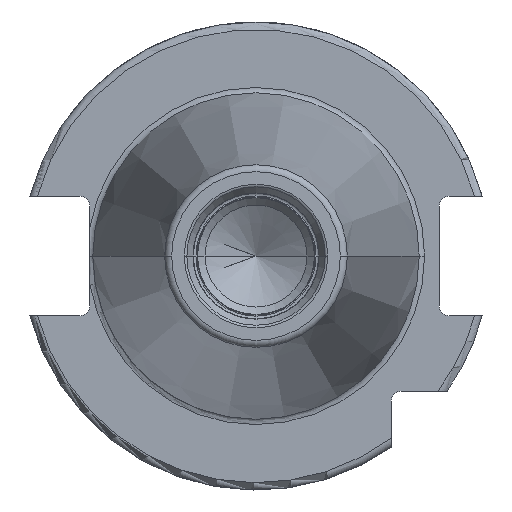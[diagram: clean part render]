
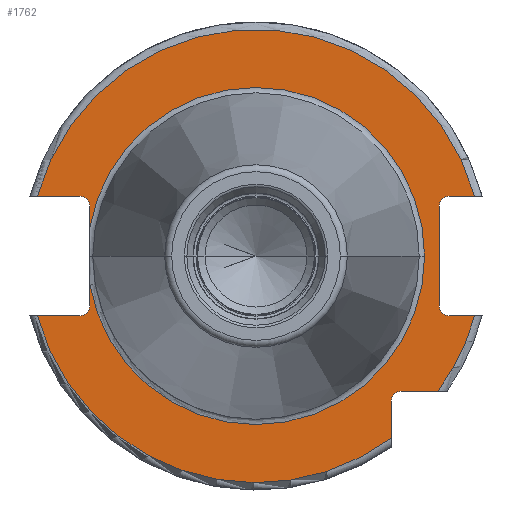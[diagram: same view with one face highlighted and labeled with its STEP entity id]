
A CAD part, left-side view. The second image highlights one B-rep face of the part: STEP entity #1762.
In plain terms, the highlighted planar face has unit normal (-1, 0, 0).
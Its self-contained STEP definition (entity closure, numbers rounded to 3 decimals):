
#105=CARTESIAN_POINT('',(3.2,22.55,-3.842));
#117=CARTESIAN_POINT('',(3.2,0.,0.));
#118=DIRECTION('',(-1.,0.,0.));
#119=DIRECTION('',(0.,0.986,-0.168));
#120=AXIS2_PLACEMENT_3D('',#117,#118,#119);
#135=CARTESIAN_POINT('',(3.2,23.9,-6.75));
#136=DIRECTION('',(1.,0.,0.));
#137=DIRECTION('',(0.,-1.,0.));
#138=AXIS2_PLACEMENT_3D('',#135,#136,#137);
#144=DIRECTION('',(0.,0.,-1.));
#145=VECTOR('',#144,2.908);
#146=CARTESIAN_POINT('',(3.2,22.55,6.75));
#147=LINE('',#146,#145);
#148=DIRECTION('',(0.,-1.,0.));
#149=VECTOR('',#148,5.777);
#150=CARTESIAN_POINT('',(3.2,29.677,8.1));
#151=LINE('',#150,#149);
#152=CARTESIAN_POINT('',(3.2,0.,0.));
#153=DIRECTION('',(1.,0.,0.));
#154=DIRECTION('',(0.,0.965,0.263));
#155=AXIS2_PLACEMENT_3D('',#152,#153,#154);
#157=DIRECTION('',(0.,1.,0.));
#158=VECTOR('',#157,3.477);
#159=CARTESIAN_POINT('',(3.2,-29.677,8.1));
#160=LINE('',#159,#158);
#161=DIRECTION('',(0.,0.,1.));
#162=VECTOR('',#161,13.5);
#163=CARTESIAN_POINT('',(3.2,-24.85,-6.75));
#164=LINE('',#163,#162);
#165=DIRECTION('',(0.,1.,0.));
#166=VECTOR('',#165,3.477);
#167=CARTESIAN_POINT('',(3.2,-29.677,-8.1));
#168=LINE('',#167,#166);
#169=CARTESIAN_POINT('',(3.2,0.,0.));
#170=DIRECTION('',(-1.,0.,0.));
#171=DIRECTION('',(0.,-0.803,-0.597));
#172=AXIS2_PLACEMENT_3D('',#169,#170,#171);
#174=DIRECTION('',(0.,-1.,0.));
#175=VECTOR('',#174,4.99);
#176=CARTESIAN_POINT('',(3.2,-19.7,-18.35));
#177=LINE('',#176,#175);
#178=DIRECTION('',(0.,0.,1.));
#179=VECTOR('',#178,4.99);
#180=CARTESIAN_POINT('',(3.2,-18.35,-24.69));
#181=LINE('',#180,#179);
#182=CARTESIAN_POINT('',(3.2,0.,0.));
#183=DIRECTION('',(-1.,0.,0.));
#184=DIRECTION('',(0.,0.965,-0.263));
#185=AXIS2_PLACEMENT_3D('',#182,#183,#184);
#187=DIRECTION('',(0.,-1.,0.));
#188=VECTOR('',#187,5.777);
#189=CARTESIAN_POINT('',(3.2,29.677,-8.1));
#190=LINE('',#189,#188);
#191=DIRECTION('',(0.,0.,-1.));
#192=VECTOR('',#191,2.908);
#193=CARTESIAN_POINT('',(3.2,22.55,-3.842));
#194=LINE('',#193,#192);
#200=CARTESIAN_POINT('',(3.2,23.9,6.75));
#201=DIRECTION('',(1.,0.,0.));
#202=DIRECTION('',(0.,0.,1.));
#203=AXIS2_PLACEMENT_3D('',#200,#201,#202);
#287=CARTESIAN_POINT('',(3.2,-26.2,6.75));
#288=DIRECTION('',(1.,0.,0.));
#289=DIRECTION('',(0.,1.,0.));
#290=AXIS2_PLACEMENT_3D('',#287,#288,#289);
#305=CARTESIAN_POINT('',(3.2,-26.2,-6.75));
#306=DIRECTION('',(1.,0.,0.));
#307=DIRECTION('',(0.,0.,-1.));
#308=AXIS2_PLACEMENT_3D('',#305,#306,#307);
#430=CARTESIAN_POINT('',(3.2,29.677,-8.1));
#466=CARTESIAN_POINT('',(3.2,-29.677,-8.1));
#772=CARTESIAN_POINT('',(3.2,-19.7,-19.7));
#773=DIRECTION('',(1.,0.,0.));
#774=DIRECTION('',(0.,1.,0.));
#775=AXIS2_PLACEMENT_3D('',#772,#773,#774);
#920=CARTESIAN_POINT('',(3.2,29.677,8.1));
#927=CARTESIAN_POINT('',(3.2,-29.677,8.1));
#1024=CARTESIAN_POINT('',(3.2,22.55,3.842));
#1035=CARTESIAN_POINT('',(3.2,0.,0.));
#1036=DIRECTION('',(1.,0.,0.));
#1037=DIRECTION('',(0.,0.986,0.168));
#1038=AXIS2_PLACEMENT_3D('',#1035,#1036,#1037);
#1258=CARTESIAN_POINT('',(3.2,-22.875,0.));
#1260=VERTEX_POINT('',#1258);
#1400=VERTEX_POINT('',#1024);
#1402=VERTEX_POINT('',#105);
#1405=VERTEX_POINT('',#920);
#1406=VERTEX_POINT('',#927);
#1409=VERTEX_POINT('',#430);
#1410=VERTEX_POINT('',#466);
#1425=CARTESIAN_POINT('',(3.2,-18.35,-24.69));
#1426=VERTEX_POINT('',#1425);
#1428=CARTESIAN_POINT('',(3.2,23.9,-8.1));
#1430=VERTEX_POINT('',#1428);
#1432=CARTESIAN_POINT('',(3.2,22.55,-6.75));
#1434=VERTEX_POINT('',#1432);
#1436=CARTESIAN_POINT('',(3.2,22.55,6.75));
#1438=VERTEX_POINT('',#1436);
#1440=CARTESIAN_POINT('',(3.2,23.9,8.1));
#1442=VERTEX_POINT('',#1440);
#1444=CARTESIAN_POINT('',(3.2,-24.85,-6.75));
#1446=VERTEX_POINT('',#1444);
#1448=CARTESIAN_POINT('',(3.2,-26.2,-8.1));
#1450=VERTEX_POINT('',#1448);
#1452=CARTESIAN_POINT('',(3.2,-26.2,8.1));
#1454=VERTEX_POINT('',#1452);
#1456=CARTESIAN_POINT('',(3.2,-24.85,6.75));
#1458=VERTEX_POINT('',#1456);
#1465=CARTESIAN_POINT('',(3.2,-19.7,-18.35));
#1466=CARTESIAN_POINT('',(3.2,-24.69,-18.35));
#1467=VERTEX_POINT('',#1465);
#1468=VERTEX_POINT('',#1466);
#1469=CARTESIAN_POINT('',(3.2,-18.35,-19.7));
#1470=VERTEX_POINT('',#1469);
#1722=CARTESIAN_POINT('',(3.2,0.,0.));
#1723=DIRECTION('',(1.,0.,0.));
#1724=DIRECTION('',(0.,-1.,0.));
#1725=AXIS2_PLACEMENT_3D('',#1722,#1723,#1724);
#1726=PLANE('',#1725);
#1727=ORIENTED_EDGE('',*,*,#1662,.F.);
#1729=ORIENTED_EDGE('',*,*,#1728,.F.);
#1731=ORIENTED_EDGE('',*,*,#1730,.F.);
#1733=ORIENTED_EDGE('',*,*,#1732,.T.);
#1735=ORIENTED_EDGE('',*,*,#1734,.T.);
#1737=ORIENTED_EDGE('',*,*,#1736,.F.);
#1739=ORIENTED_EDGE('',*,*,#1738,.F.);
#1741=ORIENTED_EDGE('',*,*,#1740,.F.);
#1743=ORIENTED_EDGE('',*,*,#1742,.F.);
#1745=ORIENTED_EDGE('',*,*,#1744,.F.);
#1747=ORIENTED_EDGE('',*,*,#1746,.F.);
#1749=ORIENTED_EDGE('',*,*,#1748,.F.);
#1751=ORIENTED_EDGE('',*,*,#1750,.F.);
#1753=ORIENTED_EDGE('',*,*,#1752,.F.);
#1754=ORIENTED_EDGE('',*,*,#1693,.T.);
#1755=ORIENTED_EDGE('',*,*,#1682,.F.);
#1756=ORIENTED_EDGE('',*,*,#1667,.F.);
#1757=ORIENTED_EDGE('',*,*,#1646,.T.);
#1759=ORIENTED_EDGE('',*,*,#1758,.F.);
#1760=EDGE_LOOP('',(#1727,#1729,#1731,#1733,#1735,#1737,#1739,#1741,#1743,#1745,
#1747,#1749,#1751,#1753,#1754,#1755,#1756,#1757,#1759));
#1761=FACE_OUTER_BOUND('',#1760,.F.);
#1762=ADVANCED_FACE('',(#1761),#1726,.F.);
#121=CIRCLE('',#120,22.875);
#139=CIRCLE('',#138,1.35);
#156=CIRCLE('',#155,30.763);
#173=CIRCLE('',#172,30.763);
#186=CIRCLE('',#185,30.763);
#204=CIRCLE('',#203,1.35);
#291=CIRCLE('',#290,1.35);
#309=CIRCLE('',#308,1.35);
#776=CIRCLE('',#775,1.35);
#1039=CIRCLE('',#1038,22.875);
#1646=EDGE_CURVE('',#1402,#1260,#121,.T.);
#1662=EDGE_CURVE('',#1438,#1400,#147,.T.);
#1667=EDGE_CURVE('',#1402,#1434,#194,.T.);
#1682=EDGE_CURVE('',#1434,#1430,#139,.T.);
#1693=EDGE_CURVE('',#1409,#1430,#190,.T.);
#1728=EDGE_CURVE('',#1442,#1438,#204,.T.);
#1730=EDGE_CURVE('',#1405,#1442,#151,.T.);
#1732=EDGE_CURVE('',#1405,#1406,#156,.T.);
#1734=EDGE_CURVE('',#1406,#1454,#160,.T.);
#1736=EDGE_CURVE('',#1458,#1454,#291,.T.);
#1738=EDGE_CURVE('',#1446,#1458,#164,.T.);
#1740=EDGE_CURVE('',#1450,#1446,#309,.T.);
#1742=EDGE_CURVE('',#1410,#1450,#168,.T.);
#1744=EDGE_CURVE('',#1468,#1410,#173,.T.);
#1746=EDGE_CURVE('',#1467,#1468,#177,.T.);
#1748=EDGE_CURVE('',#1470,#1467,#776,.T.);
#1750=EDGE_CURVE('',#1426,#1470,#181,.T.);
#1752=EDGE_CURVE('',#1409,#1426,#186,.T.);
#1758=EDGE_CURVE('',#1400,#1260,#1039,.T.);
